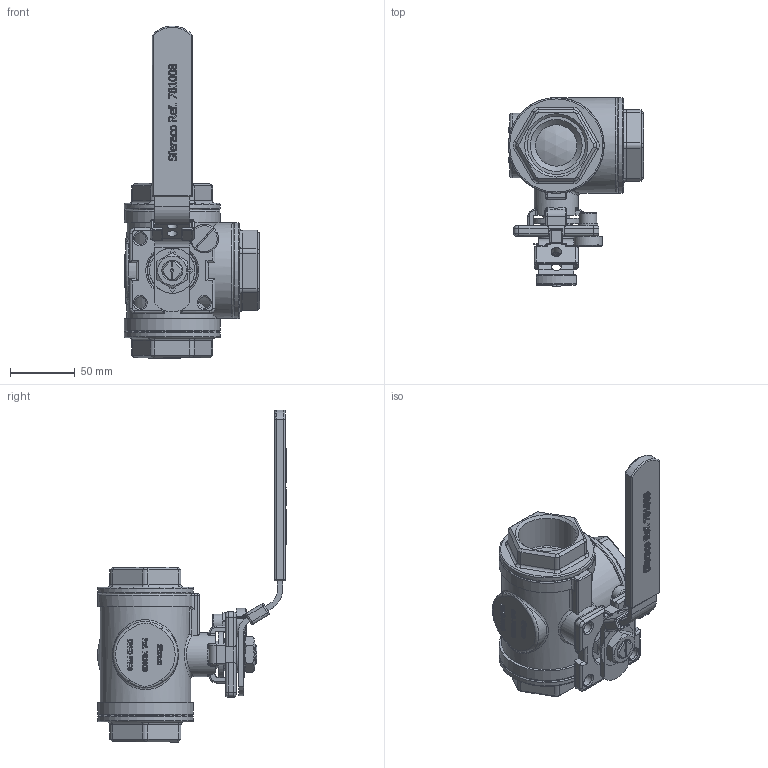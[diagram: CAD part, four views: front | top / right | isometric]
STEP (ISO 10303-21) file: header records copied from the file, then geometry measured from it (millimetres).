
FILE_DESCRIPTION(/* description */ ('781008'),/* implementation_level */ '2;1');
FILE_NAME(/* name */ '781008.stp',/* time_stamp */ '2017-02-17T13:36:45+01:00',/* author */ ('jmorand'),/* organization */ ('Sferaco'),/* preprocessor_version */ 'ST-DEVELOPER v16.5',/* originating_system */ 'Autodesk Inventor 2017',/* authorisation */ '');
FILE_SCHEMA (('AUTOMOTIVE_DESIGN { 1 0 10303 214 3 1 1 }'));
Length unit declared in the file: millimetre
Products named in the file (1): 781008_bd
Bounding box: 104.5 x 146 x 256.5 mm (x, y, z)
Volume: 537284.3 mm3; surface area: 113037.4 mm2
Topology: 1 solids, 3 shells, 1342 faces, 3455 edges, 2167 vertices
Faces by surface type: plane 566, bspline 437, cylinder 226, torus 58, cone 42, sphere 13
Full cylindrical faces by diameter (mm): 2.5 x1, 8 x3, 9 x4, 13 x1, 16 x2, 17 x1, 21 x1, 22 x1, 32 x5, 34 x1, 35 x1, 38 x1, 39 x1, 44.845 x3, 54.046 x3, 70 x1, 74 x5
Entity records: 46520 total; most frequent: CARTESIAN_POINT 15643, ORIENTED_EDGE 6686, DIRECTION 4934, EDGE_CURVE 3341, VERTEX_POINT 2139, LINE 1818, VECTOR 1818, AXIS2_PLACEMENT_3D 1558
